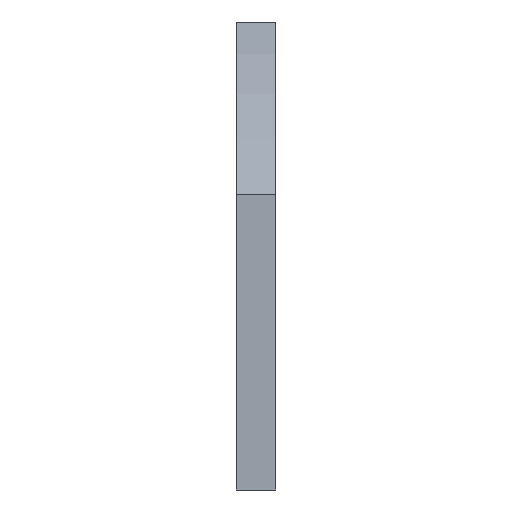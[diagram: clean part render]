
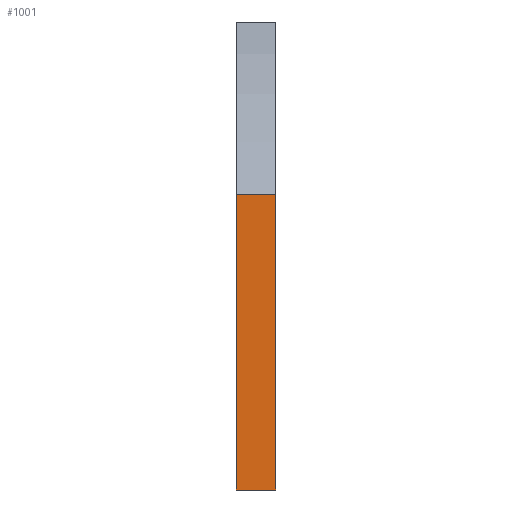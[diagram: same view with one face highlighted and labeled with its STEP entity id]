
A CAD part, left-side view. The second image highlights one B-rep face of the part: STEP entity #1001.
In plain terms, the highlighted planar face has unit normal (-1, 0, 0).
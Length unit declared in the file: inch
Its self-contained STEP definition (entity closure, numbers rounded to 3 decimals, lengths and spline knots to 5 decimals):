
#22=LINE('',#1649,#35);
#26=LINE('',#1658,#39);
#27=LINE('',#1660,#40);
#28=LINE('',#1661,#41);
#35=VECTOR('',#1384,0.3937);
#39=VECTOR('',#1392,0.3937);
#40=VECTOR('',#1393,0.3937);
#41=VECTOR('',#1394,0.3937);
#50=PLANE('',#1132);
#223=FACE_OUTER_BOUND('',#310,.T.);
#310=EDGE_LOOP('',(#790,#791,#792,#793));
#580=VERTEX_POINT('',#1643);
#582=VERTEX_POINT('',#1647);
#585=VERTEX_POINT('',#1657);
#586=VERTEX_POINT('',#1659);
#680=EDGE_CURVE('',#580,#582,#22,.T.);
#684=EDGE_CURVE('',#585,#582,#26,.T.);
#685=EDGE_CURVE('',#586,#585,#27,.T.);
#686=EDGE_CURVE('',#586,#580,#28,.T.);
#790=ORIENTED_EDGE('',*,*,#680,.T.);
#791=ORIENTED_EDGE('',*,*,#684,.F.);
#792=ORIENTED_EDGE('',*,*,#685,.F.);
#793=ORIENTED_EDGE('',*,*,#686,.T.);
#1001=ADVANCED_FACE('',(#223),#50,.T.);
#1132=AXIS2_PLACEMENT_3D('',#1656,#1390,#1391);
#1384=DIRECTION('',(0.,1.,0.));
#1390=DIRECTION('center_axis',(-1.,0.,0.));
#1391=DIRECTION('ref_axis',(0.,0.,1.));
#1392=DIRECTION('',(0.,0.,1.));
#1393=DIRECTION('',(0.,1.,0.));
#1394=DIRECTION('',(0.,0.,1.));
#1643=CARTESIAN_POINT('',(-3.,0.,0.78246));
#1647=CARTESIAN_POINT('',(-3.,0.5,0.78246));
#1649=CARTESIAN_POINT('',(-3.,0.5,0.78246));
#1656=CARTESIAN_POINT('Origin',(-3.,0.,-3.));
#1657=CARTESIAN_POINT('',(-3.,0.5,-3.));
#1658=CARTESIAN_POINT('',(-3.,0.5,-3.));
#1659=CARTESIAN_POINT('',(-3.,0.,-3.));
#1660=CARTESIAN_POINT('',(-3.,0.,-3.));
#1661=CARTESIAN_POINT('',(-3.,0.,-3.));
